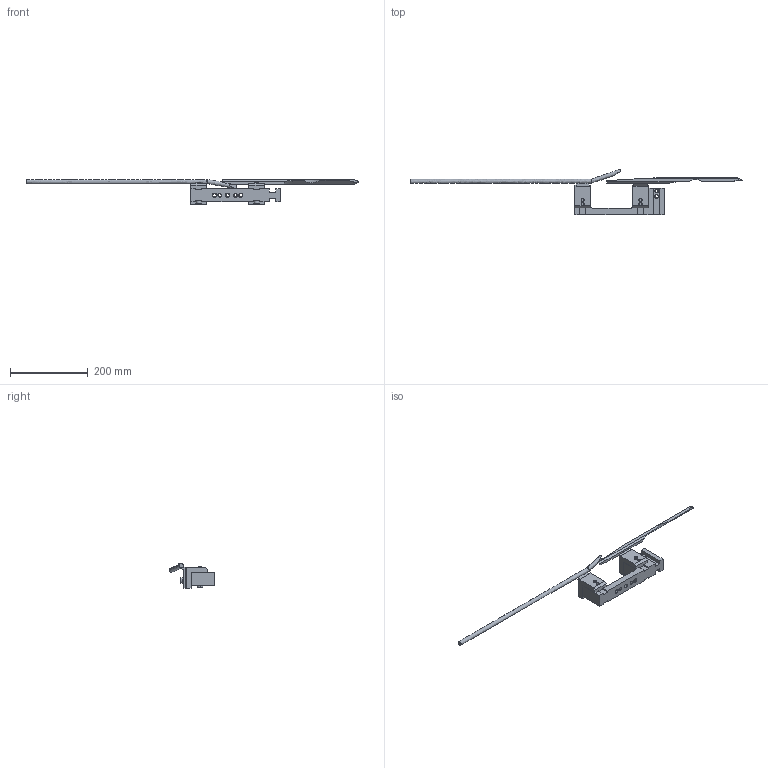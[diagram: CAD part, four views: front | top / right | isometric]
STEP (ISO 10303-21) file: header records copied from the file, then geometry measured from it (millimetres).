
FILE_DESCRIPTION(('FreeCAD Model'),'2;1');
FILE_NAME('Open CASCADE Shape Model','2025-04-29T17:26:35',('FreeCAD'),( 'FreeCAD'),'Open CASCADE STEP processor 7.6','FreeCAD','Unknown');
FILE_SCHEMA(('AUTOMOTIVE_DESIGN { 1 0 10303 214 1 1 1 1 }'));
Length unit declared in the file: millimetre
Products named in the file (1): Open CASCADE STEP translator 7.6 1
Bounding box: 853.92 x 117.23 x 64.11 mm (x, y, z)
Volume: 471762.2 mm3; surface area: 126969.6 mm2
Topology: 9 solids, 11 shells, 238 faces, 614 edges, 389 vertices
Faces by surface type: bspline 238
Entity records: 7662 total; most frequent: CARTESIAN_POINT 4092, ORIENTED_EDGE 1188, EDGE_CURVE 594, B_SPLINE_CURVE_WITH_KNOTS 428, VERTEX_POINT 383, FACE_BOUND 277, EDGE_LOOP 277, ADVANCED_FACE 234
